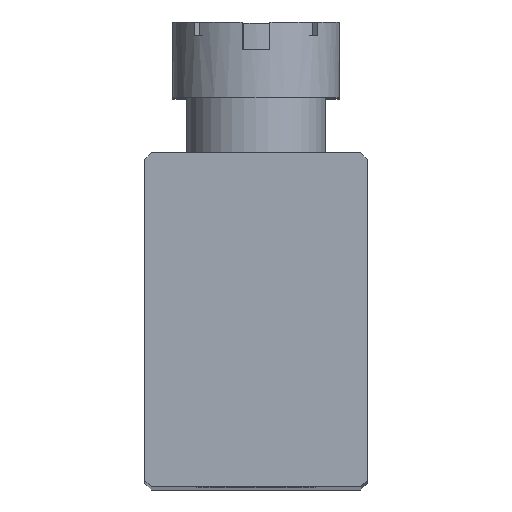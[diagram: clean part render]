
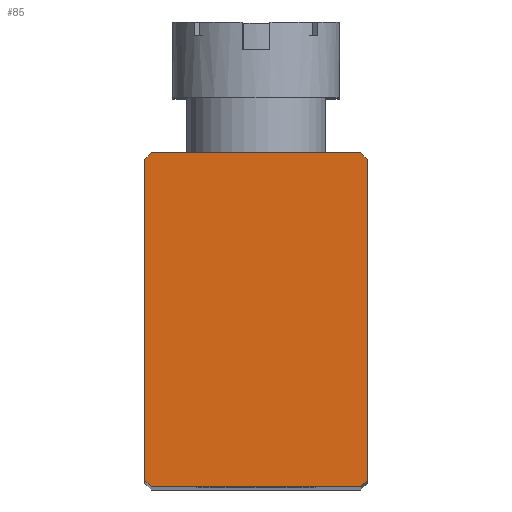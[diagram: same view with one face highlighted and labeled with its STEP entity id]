
A CAD part, top view. The second image highlights one B-rep face of the part: STEP entity #85.
In plain terms, the highlighted planar face has unit normal (0, 0, 1).
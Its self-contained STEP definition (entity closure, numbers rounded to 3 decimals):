
#85 = ADVANCED_FACE ( 'NONE', ( #1718 ), #1415, .T. ) ;
#126 = VERTEX_POINT ( 'NONE', #1006 ) ;
#143 = VECTOR ( 'NONE', #4026, 1000. ) ;
#253 = VECTOR ( 'NONE', #3886, 1000. ) ;
#257 = LINE ( 'NONE', #2846, #143 ) ;
#292 = CARTESIAN_POINT ( 'NONE',  ( -3.75, -6., 31.5 ) ) ;
#435 = DIRECTION ( 'NONE',  ( 0., -1., 0. ) ) ;
#456 = ORIENTED_EDGE ( 'NONE', *, *, #3060, .T. ) ;
#576 = ORIENTED_EDGE ( 'NONE', *, *, #2951, .T. ) ;
#674 = DIRECTION ( 'NONE',  ( 0.707, 0.707, 0. ) ) ;
#699 = ORIENTED_EDGE ( 'NONE', *, *, #2911, .T. ) ;
#716 = LINE ( 'NONE', #3596, #3922 ) ;
#775 = VECTOR ( 'NONE', #1410, 1000. ) ;
#797 = ORIENTED_EDGE ( 'NONE', *, *, #3011, .T. ) ;
#928 = LINE ( 'NONE', #3853, #3618 ) ;
#986 = CARTESIAN_POINT ( 'NONE',  ( 3.75, -6., 31.5 ) ) ;
#1006 = CARTESIAN_POINT ( 'NONE',  ( 4., -5.75, 31.5 ) ) ;
#1015 = VERTEX_POINT ( 'NONE', #3743 ) ;
#1038 = VECTOR ( 'NONE', #674, 1000. ) ;
#1087 = VERTEX_POINT ( 'NONE', #986 ) ;
#1161 = VERTEX_POINT ( 'NONE', #292 ) ;
#1169 = DIRECTION ( 'NONE',  ( 0., 1., 0. ) ) ;
#1182 = ORIENTED_EDGE ( 'NONE', *, *, #2564, .T. ) ;
#1203 = ORIENTED_EDGE ( 'NONE', *, *, #2593, .T. ) ;
#1210 = DIRECTION ( 'NONE',  ( 1., 0., 0. ) ) ;
#1256 = ORIENTED_EDGE ( 'NONE', *, *, #3036, .T. ) ;
#1269 = ORIENTED_EDGE ( 'NONE', *, *, #3080, .T. ) ;
#1305 = DIRECTION ( 'NONE',  ( 0., 0., 1. ) ) ;
#1311 = VERTEX_POINT ( 'NONE', #4084 ) ;
#1321 = CARTESIAN_POINT ( 'NONE',  ( -4., -6., 31.5 ) ) ;
#1328 = VERTEX_POINT ( 'NONE', #3530 ) ;
#1410 = DIRECTION ( 'NONE',  ( 0.707, -0.707, 0. ) ) ;
#1415 = PLANE ( 'NONE',  #1544 ) ;
#1425 = VECTOR ( 'NONE', #1169, 1000. ) ;
#1506 = VERTEX_POINT ( 'NONE', #3571 ) ;
#1544 = AXIS2_PLACEMENT_3D ( 'NONE', #1321, #1305, #1210 ) ;
#1610 = CARTESIAN_POINT ( 'NONE',  ( 5.875, 3.875, 31.5 ) ) ;
#1623 = CARTESIAN_POINT ( 'NONE',  ( 4., 5.75, 31.5 ) ) ;
#1718 = FACE_OUTER_BOUND ( 'NONE', #2621, .T. ) ;
#1938 = VERTEX_POINT ( 'NONE', #1623 ) ;
#1969 = CARTESIAN_POINT ( 'NONE',  ( -9.875, -0.125, 31.5 ) ) ;
#2190 = CARTESIAN_POINT ( 'NONE',  ( -3.875, -5.875, 31.5 ) ) ;
#2476 = LINE ( 'NONE', #3874, #1425 ) ;
#2564 = EDGE_CURVE ( 'NONE', #126, #1938, #2476, .T. ) ;
#2593 = EDGE_CURVE ( 'NONE', #1938, #1015, #3142, .T. ) ;
#2621 = EDGE_LOOP ( 'NONE', ( #456, #576, #699, #797, #1182, #1203, #1256, #1269 ) ) ;
#2846 = CARTESIAN_POINT ( 'NONE',  ( -4., -6., 31.5 ) ) ;
#2911 = EDGE_CURVE ( 'NONE', #1161, #1087, #257, .T. ) ;
#2951 = EDGE_CURVE ( 'NONE', #1311, #1161, #3574, .T. ) ;
#2980 = DIRECTION ( 'NONE',  ( -1., 0., 0. ) ) ;
#3011 = EDGE_CURVE ( 'NONE', #1087, #126, #3878, .T. ) ;
#3036 = EDGE_CURVE ( 'NONE', #1015, #1328, #928, .T. ) ;
#3060 = EDGE_CURVE ( 'NONE', #1506, #1311, #716, .T. ) ;
#3080 = EDGE_CURVE ( 'NONE', #1328, #1506, #4269, .T. ) ;
#3142 = LINE ( 'NONE', #1610, #3880 ) ;
#3249 = CARTESIAN_POINT ( 'NONE',  ( -0.125, -9.875, 31.5 ) ) ;
#3530 = CARTESIAN_POINT ( 'NONE',  ( -3.75, 6., 31.5 ) ) ;
#3571 = CARTESIAN_POINT ( 'NONE',  ( -4., 5.75, 31.5 ) ) ;
#3574 = LINE ( 'NONE', #2190, #775 ) ;
#3596 = CARTESIAN_POINT ( 'NONE',  ( -4., 6., 31.5 ) ) ;
#3618 = VECTOR ( 'NONE', #2980, 1000. ) ;
#3629 = DIRECTION ( 'NONE',  ( -0.707, 0.707, 0. ) ) ;
#3743 = CARTESIAN_POINT ( 'NONE',  ( 3.75, 6., 31.5 ) ) ;
#3853 = CARTESIAN_POINT ( 'NONE',  ( -4., 6., 31.5 ) ) ;
#3874 = CARTESIAN_POINT ( 'NONE',  ( 4., 6., 31.5 ) ) ;
#3878 = LINE ( 'NONE', #3249, #1038 ) ;
#3880 = VECTOR ( 'NONE', #3629, 1000. ) ;
#3886 = DIRECTION ( 'NONE',  ( -0.707, -0.707, 0. ) ) ;
#3922 = VECTOR ( 'NONE', #435, 1000. ) ;
#4026 = DIRECTION ( 'NONE',  ( 1., 0., 0. ) ) ;
#4084 = CARTESIAN_POINT ( 'NONE',  ( -4., -5.75, 31.5 ) ) ;
#4269 = LINE ( 'NONE', #1969, #253 ) ;
